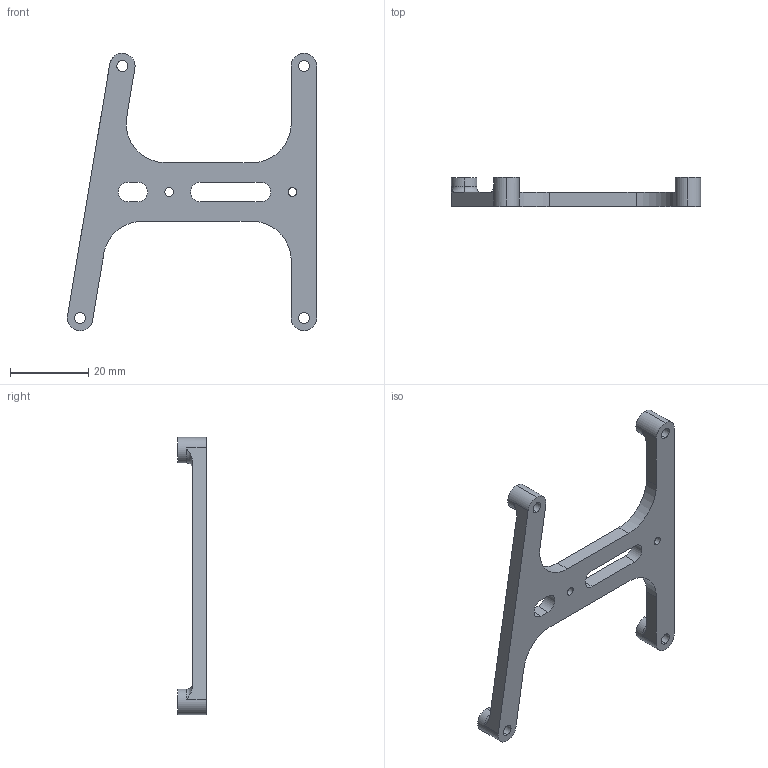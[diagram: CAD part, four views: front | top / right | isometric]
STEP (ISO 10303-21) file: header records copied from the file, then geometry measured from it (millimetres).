
FILE_DESCRIPTION (( 'STEP AP203' ), '1' );
FILE_NAME ('FLY_¦Ð_Holder.STEP', '2023-04-30T15:11:35', ( '' ), ( '' ), 'SwSTEP 2.0', 'SolidWorks 2020', '' );
FILE_SCHEMA (( 'CONFIG_CONTROL_DESIGN' ));
Length unit declared in the file: millimetre
Products named in the file (1): FLY_羽_Holder
Bounding box: 63.71 x 7.4 x 70.86 mm (x, y, z)
Volume: 5835.6 mm3; surface area: 5139.1 mm2
Topology: 1 solids, 1 shells, 58 faces, 160 edges, 106 vertices
Faces by surface type: cylinder 32, plane 20, torus 6
Entity records: 2045 total; most frequent: CARTESIAN_POINT 389, DIRECTION 350, ORIENTED_EDGE 320, EDGE_CURVE 160, AXIS2_PLACEMENT_3D 139, VERTEX_POINT 106, CIRCLE 80, EDGE_LOOP 76
